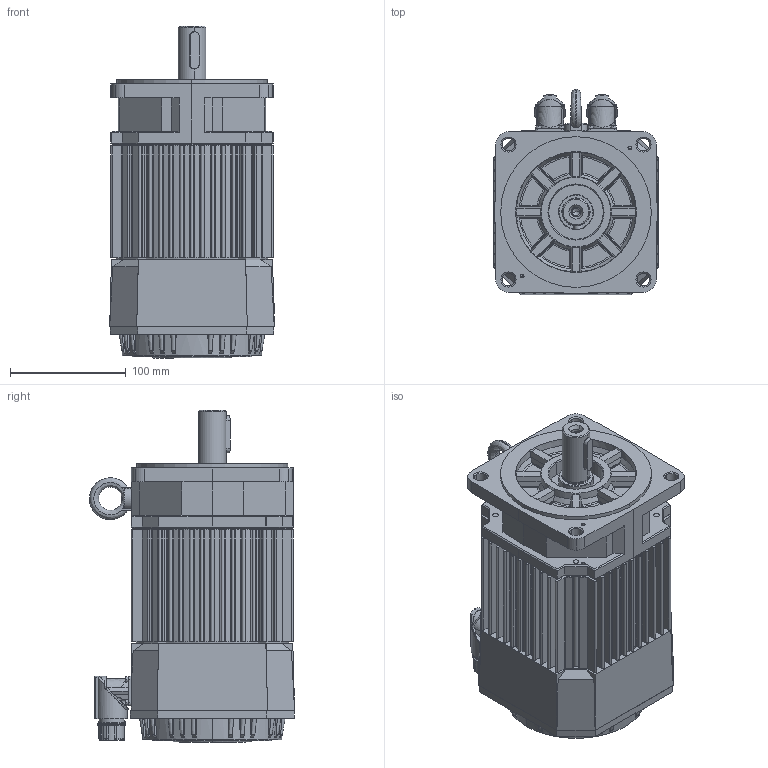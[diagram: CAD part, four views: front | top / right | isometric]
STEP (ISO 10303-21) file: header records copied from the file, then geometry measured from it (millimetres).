
FILE_DESCRIPTION((''),'2;1');
FILE_NAME('BL-141 - Basic 0E.stp','2014-04-02T12:48:36',('arodrigo'),(''),'Autodesk Inventor 9','Autodesk Inventor 9','');
FILE_SCHEMA(('AUTOMOTIVE_DESIGN { 1 0 10303 214 1 1 1 1 }'));
Length unit declared in the file: millimetre
Products named in the file (1): Pieza1
Bounding box: 142.03 x 177.01 x 286.5 mm (x, y, z)
Volume: 3822876.3 mm3; surface area: 324072.6 mm2
Topology: 1 solids, 9 shells, 2147 faces, 5794 edges, 3604 vertices
Faces by surface type: plane 914, cylinder 605, bspline 368, cone 114, torus 76, sphere 70
Entity records: 75857 total; most frequent: CARTESIAN_POINT 23193, ORIENTED_EDGE 11308, DIRECTION 10923, EDGE_CURVE 5654, AXIS2_PLACEMENT_3D 4151, VERTEX_POINT 3604, VECTOR 2621, LINE 2621
